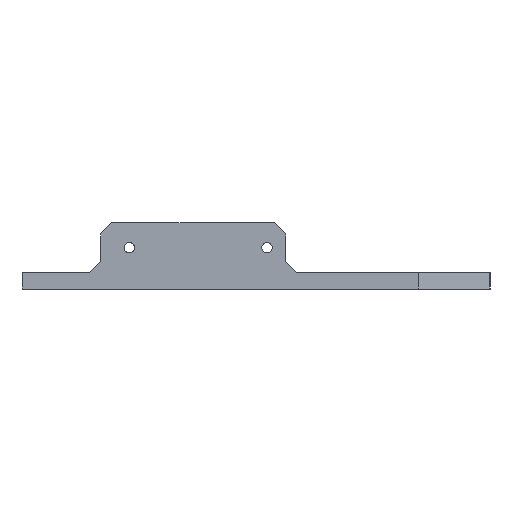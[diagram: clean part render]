
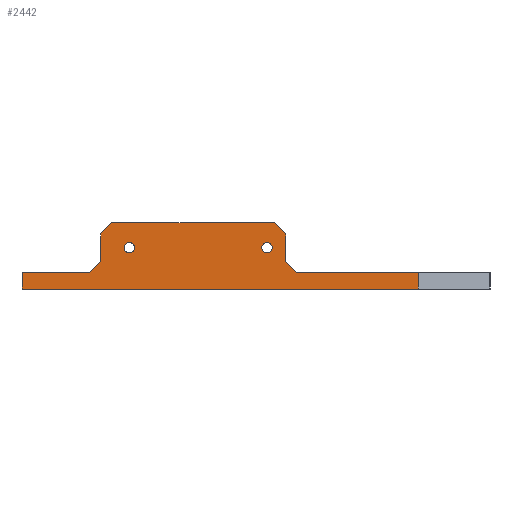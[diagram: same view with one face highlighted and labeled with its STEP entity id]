
A CAD part, left-side view. The second image highlights one B-rep face of the part: STEP entity #2442.
In plain terms, the highlighted face is planar.
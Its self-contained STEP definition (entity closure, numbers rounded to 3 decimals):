
#36 = VERTEX_POINT ( 'NONE', #678 ) ;
#65 = EDGE_CURVE ( 'NONE', #882, #1273, #1756, .T. ) ;
#73 = CARTESIAN_POINT ( 'NONE',  ( 58., 30.135, -54.865 ) ) ;
#95 = CARTESIAN_POINT ( 'NONE',  ( 58., -10.73, -14. ) ) ;
#111 = FACE_OUTER_BOUND ( 'NONE', #2382, .T. ) ;
#116 = ORIENTED_EDGE ( 'NONE', *, *, #997, .T. ) ;
#135 = EDGE_CURVE ( 'NONE', #1079, #2076, #1647, .T. ) ;
#193 = CARTESIAN_POINT ( 'NONE',  ( 58., 85., 6. ) ) ;
#209 = EDGE_CURVE ( 'NONE', #1079, #1273, #959, .T. ) ;
#234 = EDGE_CURVE ( 'NONE', #1502, #599, #1151, .T. ) ;
#243 = DIRECTION ( 'NONE',  ( 1., 0., 0. ) ) ;
#271 = CARTESIAN_POINT ( 'NONE',  ( 58., -14.73, 0. ) ) ;
#293 = DIRECTION ( 'NONE',  ( 0., 1., 0. ) ) ;
#299 = CARTESIAN_POINT ( 'NONE',  ( 58., -5.85, -9. ) ) ;
#303 = LINE ( 'NONE', #520, #1044 ) ;
#331 = CARTESIAN_POINT ( 'NONE',  ( 58., 56.445, -4. ) ) ;
#385 = CARTESIAN_POINT ( 'NONE',  ( 58., 46., -9. ) ) ;
#386 = EDGE_CURVE ( 'NONE', #2332, #2076, #1366, .T. ) ;
#418 = CARTESIAN_POINT ( 'NONE',  ( 58., -6.73, -18. ) ) ;
#429 = AXIS2_PLACEMENT_3D ( 'NONE', #2598, #1511, #2156 ) ;
#437 = VECTOR ( 'NONE', #2409, 1000. ) ;
#456 = CARTESIAN_POINT ( 'NONE',  ( 58., 46., -9. ) ) ;
#466 = EDGE_LOOP ( 'NONE', ( #2216, #1689 ) ) ;
#520 = CARTESIAN_POINT ( 'NONE',  ( 58., 56.445, -4. ) ) ;
#525 = CARTESIAN_POINT ( 'NONE',  ( 58., 77.722, 7.278 ) ) ;
#537 = ORIENTED_EDGE ( 'NONE', *, *, #1205, .F. ) ;
#567 = VECTOR ( 'NONE', #1089, 1000. ) ;
#599 = VERTEX_POINT ( 'NONE', #2252 ) ;
#617 = DIRECTION ( 'NONE',  ( 0., 0.707, -0.707 ) ) ;
#621 = CARTESIAN_POINT ( 'NONE',  ( 58., -59., 0. ) ) ;
#652 = PLANE ( 'NONE',  #758 ) ;
#653 = CARTESIAN_POINT ( 'NONE',  ( 58., 60.445, 0. ) ) ;
#654 = EDGE_CURVE ( 'NONE', #599, #1502, #2229, .T. ) ;
#664 = ORIENTED_EDGE ( 'NONE', *, *, #2227, .T. ) ;
#677 = CARTESIAN_POINT ( 'NONE',  ( 58., 47.85, -9. ) ) ;
#678 = CARTESIAN_POINT ( 'NONE',  ( 58., -2.15, -9. ) ) ;
#714 = DIRECTION ( 'NONE',  ( 0., 0., 1. ) ) ;
#752 = ORIENTED_EDGE ( 'NONE', *, *, #2315, .F. ) ;
#758 = AXIS2_PLACEMENT_3D ( 'NONE', #2561, #243, #1059 ) ;
#807 = DIRECTION ( 'NONE',  ( 0., 1., 0. ) ) ;
#845 = VERTEX_POINT ( 'NONE', #1248 ) ;
#861 = LINE ( 'NONE', #1624, #1844 ) ;
#876 = VERTEX_POINT ( 'NONE', #653 ) ;
#882 = VERTEX_POINT ( 'NONE', #271 ) ;
#959 = LINE ( 'NONE', #621, #2522 ) ;
#997 = EDGE_CURVE ( 'NONE', #1109, #2335, #1506, .T. ) ;
#1033 = EDGE_CURVE ( 'NONE', #36, #2255, #1355, .T. ) ;
#1044 = VECTOR ( 'NONE', #1347, 1000. ) ;
#1052 = LINE ( 'NONE', #525, #437 ) ;
#1059 = DIRECTION ( 'NONE',  ( 0., 1., 0. ) ) ;
#1079 = VERTEX_POINT ( 'NONE', #1754 ) ;
#1089 = DIRECTION ( 'NONE',  ( 0., 0., -1. ) ) ;
#1093 = VECTOR ( 'NONE', #2577, 1000. ) ;
#1109 = VERTEX_POINT ( 'NONE', #95 ) ;
#1134 = DIRECTION ( 'NONE',  ( 0., 0.707, -0.707 ) ) ;
#1151 = CIRCLE ( 'NONE', #2648, 1.85 ) ;
#1203 = VECTOR ( 'NONE', #714, 1000. ) ;
#1205 = EDGE_CURVE ( 'NONE', #2332, #876, #1611, .T. ) ;
#1248 = CARTESIAN_POINT ( 'NONE',  ( 58., 56.445, -14. ) ) ;
#1266 = EDGE_CURVE ( 'NONE', #882, #1629, #861, .T. ) ;
#1270 = FACE_BOUND ( 'NONE', #2438, .T. ) ;
#1273 = VERTEX_POINT ( 'NONE', #2723 ) ;
#1277 = LINE ( 'NONE', #2242, #1936 ) ;
#1284 = DIRECTION ( 'NONE',  ( 1., 0., 0. ) ) ;
#1311 = DIRECTION ( 'NONE',  ( 1., 0., 0. ) ) ;
#1314 = CIRCLE ( 'NONE', #429, 1.85 ) ;
#1320 = VECTOR ( 'NONE', #2024, 1000. ) ;
#1347 = DIRECTION ( 'NONE',  ( 0., 0.707, 0.707 ) ) ;
#1355 = CIRCLE ( 'NONE', #1556, 1.85 ) ;
#1366 = LINE ( 'NONE', #2602, #1203 ) ;
#1392 = DIRECTION ( 'NONE',  ( 0., 1., 0. ) ) ;
#1395 = AXIS2_PLACEMENT_3D ( 'NONE', #385, #2025, #2502 ) ;
#1431 = CARTESIAN_POINT ( 'NONE',  ( 58., 52.445, -18. ) ) ;
#1434 = ORIENTED_EDGE ( 'NONE', *, *, #654, .F. ) ;
#1463 = ORIENTED_EDGE ( 'NONE', *, *, #386, .T. ) ;
#1502 = VERTEX_POINT ( 'NONE', #677 ) ;
#1506 = LINE ( 'NONE', #73, #2044 ) ;
#1510 = CARTESIAN_POINT ( 'NONE',  ( 58., -59., 0. ) ) ;
#1511 = DIRECTION ( 'NONE',  ( 1., 0., 0. ) ) ;
#1523 = CARTESIAN_POINT ( 'NONE',  ( 58., -4., -9. ) ) ;
#1533 = ORIENTED_EDGE ( 'NONE', *, *, #2572, .F. ) ;
#1556 = AXIS2_PLACEMENT_3D ( 'NONE', #1523, #1311, #293 ) ;
#1586 = ORIENTED_EDGE ( 'NONE', *, *, #135, .F. ) ;
#1611 = LINE ( 'NONE', #2670, #1320 ) ;
#1624 = CARTESIAN_POINT ( 'NONE',  ( 58., -14.73, 0. ) ) ;
#1627 = LINE ( 'NONE', #2390, #567 ) ;
#1629 = VERTEX_POINT ( 'NONE', #1752 ) ;
#1643 = VERTEX_POINT ( 'NONE', #331 ) ;
#1647 = LINE ( 'NONE', #193, #2708 ) ;
#1652 = DIRECTION ( 'NONE',  ( 0., 0., 1. ) ) ;
#1689 = ORIENTED_EDGE ( 'NONE', *, *, #2090, .F. ) ;
#1752 = CARTESIAN_POINT ( 'NONE',  ( 58., -10.73, -4. ) ) ;
#1754 = CARTESIAN_POINT ( 'NONE',  ( 58., -59., 6. ) ) ;
#1756 = LINE ( 'NONE', #1510, #1093 ) ;
#1770 = ORIENTED_EDGE ( 'NONE', *, *, #1266, .T. ) ;
#1776 = ORIENTED_EDGE ( 'NONE', *, *, #234, .F. ) ;
#1807 = ORIENTED_EDGE ( 'NONE', *, *, #65, .F. ) ;
#1838 = EDGE_CURVE ( 'NONE', #2335, #2448, #1277, .T. ) ;
#1844 = VECTOR ( 'NONE', #617, 1000. ) ;
#1863 = CARTESIAN_POINT ( 'NONE',  ( 58., -10.73, 0. ) ) ;
#1936 = VECTOR ( 'NONE', #1392, 1000. ) ;
#2024 = DIRECTION ( 'NONE',  ( 0., -1., 0. ) ) ;
#2025 = DIRECTION ( 'NONE',  ( 1., 0., 0. ) ) ;
#2044 = VECTOR ( 'NONE', #1134, 1000. ) ;
#2047 = CARTESIAN_POINT ( 'NONE',  ( 58., 85., 0. ) ) ;
#2063 = LINE ( 'NONE', #1863, #2582 ) ;
#2076 = VERTEX_POINT ( 'NONE', #2374 ) ;
#2084 = DIRECTION ( 'NONE',  ( 0., 0., -1. ) ) ;
#2090 = EDGE_CURVE ( 'NONE', #2255, #36, #1314, .T. ) ;
#2122 = ORIENTED_EDGE ( 'NONE', *, *, #209, .T. ) ;
#2156 = DIRECTION ( 'NONE',  ( 0., 1., 0. ) ) ;
#2183 = ORIENTED_EDGE ( 'NONE', *, *, #1838, .T. ) ;
#2216 = ORIENTED_EDGE ( 'NONE', *, *, #1033, .F. ) ;
#2227 = EDGE_CURVE ( 'NONE', #2448, #845, #1052, .T. ) ;
#2229 = CIRCLE ( 'NONE', #1395, 1.85 ) ;
#2242 = CARTESIAN_POINT ( 'NONE',  ( 58., 0., -18. ) ) ;
#2252 = CARTESIAN_POINT ( 'NONE',  ( 58., 44.15, -9. ) ) ;
#2255 = VERTEX_POINT ( 'NONE', #299 ) ;
#2277 = FACE_BOUND ( 'NONE', #466, .T. ) ;
#2315 = EDGE_CURVE ( 'NONE', #1109, #1629, #2063, .T. ) ;
#2332 = VERTEX_POINT ( 'NONE', #2047 ) ;
#2335 = VERTEX_POINT ( 'NONE', #418 ) ;
#2374 = CARTESIAN_POINT ( 'NONE',  ( 58., 85., 6. ) ) ;
#2382 = EDGE_LOOP ( 'NONE', ( #752, #116, #2183, #664, #1533, #2383, #537, #1463, #1586, #2122, #1807, #1770 ) ) ;
#2383 = ORIENTED_EDGE ( 'NONE', *, *, #2741, .T. ) ;
#2390 = CARTESIAN_POINT ( 'NONE',  ( 58., 56.445, 0. ) ) ;
#2409 = DIRECTION ( 'NONE',  ( 0., 0.707, 0.707 ) ) ;
#2438 = EDGE_LOOP ( 'NONE', ( #1776, #1434 ) ) ;
#2442 = ADVANCED_FACE ( 'NONE', ( #111, #2277, #1270 ), #652, .T. ) ;
#2448 = VERTEX_POINT ( 'NONE', #1431 ) ;
#2502 = DIRECTION ( 'NONE',  ( 0., 1., 0. ) ) ;
#2522 = VECTOR ( 'NONE', #2084, 1000. ) ;
#2561 = CARTESIAN_POINT ( 'NONE',  ( 58., 85., 0. ) ) ;
#2564 = DIRECTION ( 'NONE',  ( 0., 1., 0. ) ) ;
#2572 = EDGE_CURVE ( 'NONE', #1643, #845, #1627, .T. ) ;
#2577 = DIRECTION ( 'NONE',  ( 0., -1., 0. ) ) ;
#2582 = VECTOR ( 'NONE', #1652, 1000. ) ;
#2598 = CARTESIAN_POINT ( 'NONE',  ( 58., -4., -9. ) ) ;
#2602 = CARTESIAN_POINT ( 'NONE',  ( 58., 85., 0. ) ) ;
#2648 = AXIS2_PLACEMENT_3D ( 'NONE', #456, #1284, #2564 ) ;
#2670 = CARTESIAN_POINT ( 'NONE',  ( 58., 85., 0. ) ) ;
#2708 = VECTOR ( 'NONE', #807, 1000. ) ;
#2723 = CARTESIAN_POINT ( 'NONE',  ( 58., -59., 0. ) ) ;
#2741 = EDGE_CURVE ( 'NONE', #1643, #876, #303, .T. ) ;
